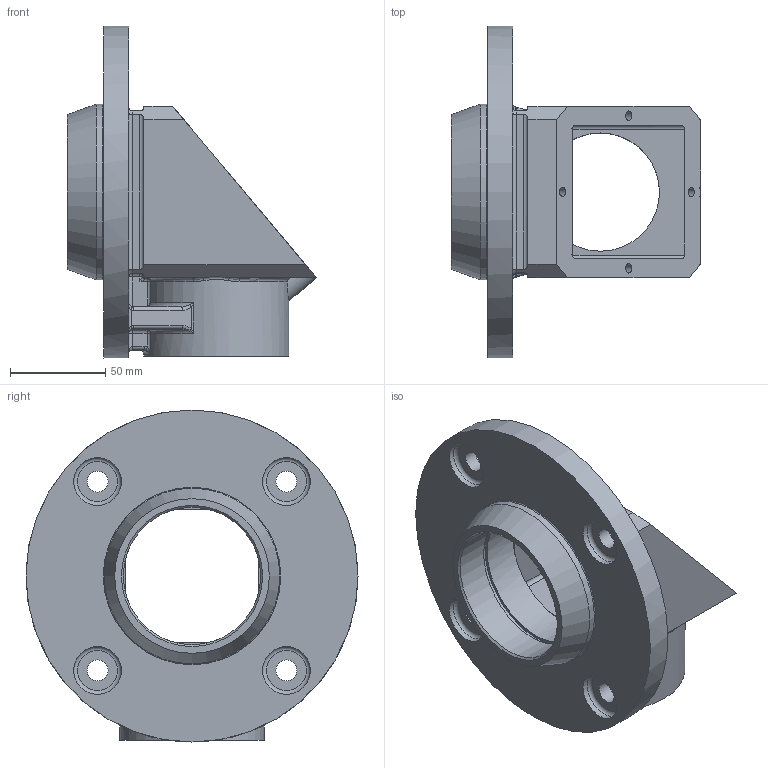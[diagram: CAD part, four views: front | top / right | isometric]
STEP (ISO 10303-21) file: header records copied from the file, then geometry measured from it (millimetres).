
FILE_DESCRIPTION(/* description */ (''),/* implementation_level */ '2;1');
FILE_NAME(/* name */ 'Part 085.stp',/* time_stamp */ '2015-02-26T07:34:40+02:00',/* author */ ('SFC'),/* organization */ (''),/* preprocessor_version */ 'ST-DEVELOPER v15.2',/* originating_system */ 'Autodesk Inventor 2014',/* authorisation */ '');
FILE_SCHEMA (('AUTOMOTIVE_DESIGN { 1 0 10303 214 3 1 1 }'));
Length unit declared in the file: millimetre
Products named in the file (1): Part 085
Bounding box: 130.52 x 174 x 174 mm (x, y, z)
Volume: 524654.7 mm3; surface area: 113826.3 mm2
Topology: 1 solids, 1 shells, 210 faces, 501 edges, 291 vertices
Faces by surface type: cylinder 83, plane 58, bspline 32, torus 18, sphere 10, cone 9
Full cylindrical faces by diameter (mm): 4.917 x4, 11 x4, 25 x4, 62 x3, 65 x2, 72 x2, 75 x1, 76 x1, 92 x1, 174 x1
Entity records: 6683 total; most frequent: CARTESIAN_POINT 2074, DIRECTION 954, ORIENTED_EDGE 884, EDGE_CURVE 442, AXIS2_PLACEMENT_3D 391, VERTEX_POINT 282, EDGE_LOOP 274, ADVANCED_FACE 210
